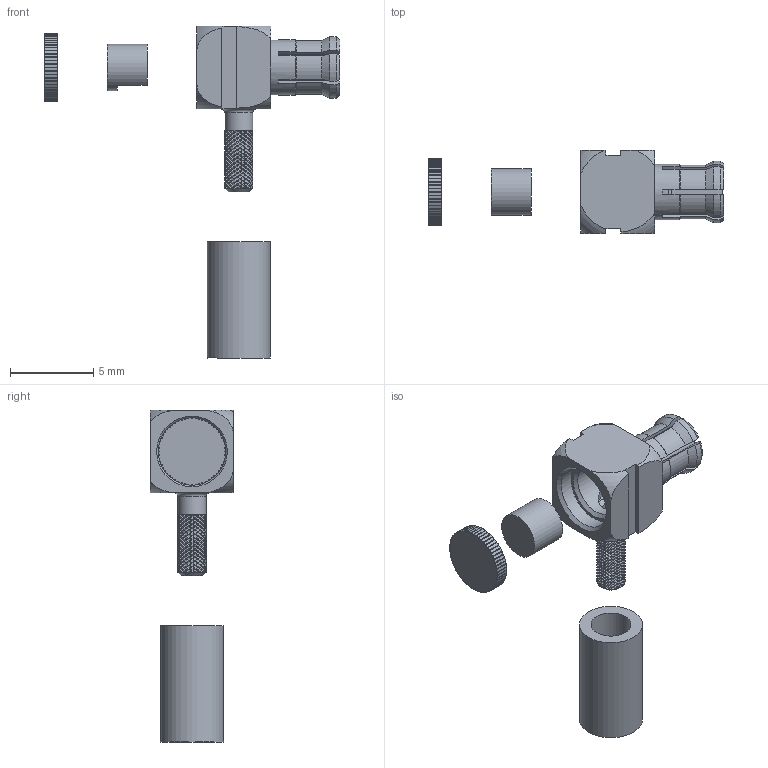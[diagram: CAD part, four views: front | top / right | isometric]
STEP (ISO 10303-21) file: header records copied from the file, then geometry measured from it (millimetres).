
FILE_DESCRIPTION( ( 'Unknown' ), '1' );
FILE_NAME( '60636031210420.stp', 'Unknown', ( 'Unknown' ), ( 'Unknown' ), 'PSStep 21.0.46', 'Unknown', ' ' );
FILE_SCHEMA( ( 'AUTOMOTIVE_DESIGN { 1 0 10303 214 1 1 1 1 }' ) );
Length unit declared in the file: millimetre
Products named in the file (8): 60636031210420_housing
Bounding box: 17.8 x 5 x 20 mm (x, y, z)
Volume: 337.7 mm3; surface area: 1266.2 mm2
Topology: 8 solids, 8 shells, 5352 faces, 11374 edges, 6050 vertices
Faces by surface type: bspline 3600, cylinder 1242, plane 422, cone 66, torus 22
Full cylindrical faces by diameter (mm): 0.5 x2, 1 x2, 1.5 x2, 1.7 x2, 2 x2, 2.15 x2, 2.4 x4, 2.75 x4, 2.8 x6, 3 x2, 3.1 x2, 3.35 x2, 3.5 x2, 3.8 x2, 3.85 x4
Entity records: 346538 total; most frequent: CARTESIAN_POINT 231002, ORIENTED_EDGE 22544, EDGE_CURVE 11272, DIRECTION 6512, VERTEX_POINT 6006, EDGE_LOOP 5430, FACE_OUTER_BOUND 5392, STYLED_ITEM 5350
